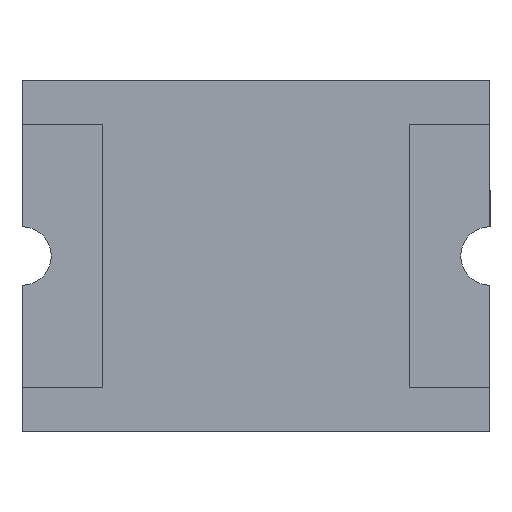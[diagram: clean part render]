
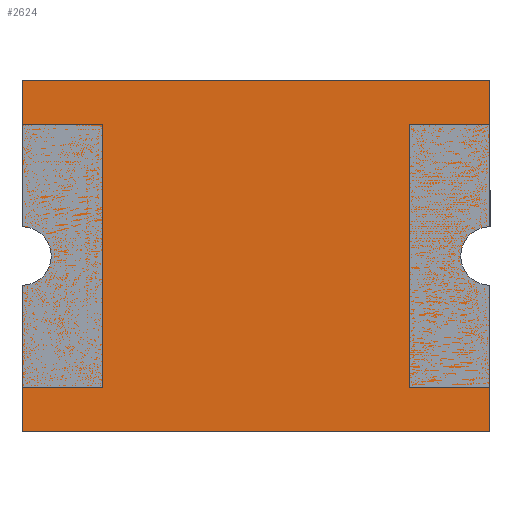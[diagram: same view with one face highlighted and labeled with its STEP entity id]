
A CAD part, front view. The second image highlights one B-rep face of the part: STEP entity #2624.
In plain terms, the highlighted planar face has unit normal (0, -1, 0).
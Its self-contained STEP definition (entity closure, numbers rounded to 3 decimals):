
#984 = EDGE_CURVE ( 'NONE', #1544, #1538, #5094, .T. ) ;
#1245 = EDGE_CURVE ( 'NONE', #1602, #1582, #14302, .T. ) ;
#1246 = EDGE_CURVE ( 'NONE', #1538, #1503, #14305, .T. ) ;
#1250 = EDGE_CURVE ( 'NONE', #1540, #1582, #14317, .T. ) ;
#1251 = EDGE_CURVE ( 'NONE', #1602, #1503, #12904, .T. ) ;
#1252 = EDGE_CURVE ( 'NONE', #1430, #1540, #14323, .T. ) ;
#1253 = EDGE_CURVE ( 'NONE', #1544, #1520, #14326, .T. ) ;
#1270 = EDGE_CURVE ( 'NONE', #1430, #1520, #12905, .T. ) ;
#1430 = VERTEX_POINT ( 'NONE', #14688 ) ;
#1503 = VERTEX_POINT ( 'NONE', #14761 ) ;
#1520 = VERTEX_POINT ( 'NONE', #14778 ) ;
#1538 = VERTEX_POINT ( 'NONE', #14796 ) ;
#1540 = VERTEX_POINT ( 'NONE', #14798 ) ;
#1544 = VERTEX_POINT ( 'NONE', #14802 ) ;
#1582 = VERTEX_POINT ( 'NONE', #14840 ) ;
#1602 = VERTEX_POINT ( 'NONE', #14860 ) ;
#2624 = ADVANCED_FACE ( 'NONE', ( #17010 ), #6508, .F. ) ;
#4451 = EDGE_LOOP ( 'NONE', ( #17298, #17315, #17293, #17310, #17320, #17319, #17312, #17271 ) ) ;
#5094 = LINE ( 'NONE', #5095, #17174 ) ;
#5095 = CARTESIAN_POINT ( 'NONE',  ( 0.038, -0.25, 1.2 ) ) ;
#5096 = DIRECTION ( 'NONE',  ( 1., 0., 0. ) ) ;
#6508 = PLANE ( 'NONE',  #17041 ) ;
#6509 = CARTESIAN_POINT ( 'NONE',  ( 0.038, -0.25, 1.2 ) ) ;
#6510 = DIRECTION ( 'NONE',  ( 0., 1., 0. ) ) ;
#6511 = DIRECTION ( 'NONE',  ( 0., 0., 1. ) ) ;
#12904 = CIRCLE ( 'NONE', #16965, 0.2 ) ;
#12905 = CIRCLE ( 'NONE', #16980, 0.2 ) ;
#14302 = LINE ( 'NONE', #14303, #16962 ) ;
#14303 = CARTESIAN_POINT ( 'NONE',  ( 1.6, -0.25, 1.2 ) ) ;
#14304 = DIRECTION ( 'NONE',  ( 0., 0., -1. ) ) ;
#14305 = LINE ( 'NONE', #14306, #16963 ) ;
#14306 = CARTESIAN_POINT ( 'NONE',  ( 1.6, -0.25, 1.2 ) ) ;
#14307 = DIRECTION ( 'NONE',  ( 0., 0., -1. ) ) ;
#14316 = CARTESIAN_POINT ( 'NONE',  ( 1.6, -0.25, 0. ) ) ;
#14317 = LINE ( 'NONE', #14318, #16966 ) ;
#14318 = CARTESIAN_POINT ( 'NONE',  ( 0.038, -0.25, -1.2 ) ) ;
#14319 = DIRECTION ( 'NONE',  ( 1., 0., 0. ) ) ;
#14320 = DIRECTION ( 'NONE',  ( 0., 1., 0. ) ) ;
#14321 = DIRECTION ( 'NONE',  ( 0., 0., -1. ) ) ;
#14322 = CARTESIAN_POINT ( 'NONE',  ( -1.6, -0.25, 0. ) ) ;
#14323 = LINE ( 'NONE', #14324, #16967 ) ;
#14324 = CARTESIAN_POINT ( 'NONE',  ( -1.6, -0.25, 1.2 ) ) ;
#14325 = DIRECTION ( 'NONE',  ( 0., 0., -1. ) ) ;
#14326 = LINE ( 'NONE', #14327, #16968 ) ;
#14327 = CARTESIAN_POINT ( 'NONE',  ( -1.6, -0.25, 1.2 ) ) ;
#14328 = DIRECTION ( 'NONE',  ( 0., 0., -1. ) ) ;
#14377 = DIRECTION ( 'NONE',  ( 0., -1., 0. ) ) ;
#14378 = DIRECTION ( 'NONE',  ( 0., 0., -1. ) ) ;
#14688 = CARTESIAN_POINT ( 'NONE',  ( -1.6, -0.25, -0.2 ) ) ;
#14761 = CARTESIAN_POINT ( 'NONE',  ( 1.6, -0.25, 0.2 ) ) ;
#14778 = CARTESIAN_POINT ( 'NONE',  ( -1.6, -0.25, 0.2 ) ) ;
#14796 = CARTESIAN_POINT ( 'NONE',  ( 1.6, -0.25, 1.2 ) ) ;
#14798 = CARTESIAN_POINT ( 'NONE',  ( -1.6, -0.25, -1.2 ) ) ;
#14802 = CARTESIAN_POINT ( 'NONE',  ( -1.6, -0.25, 1.2 ) ) ;
#14840 = CARTESIAN_POINT ( 'NONE',  ( 1.6, -0.25, -1.2 ) ) ;
#14860 = CARTESIAN_POINT ( 'NONE',  ( 1.6, -0.25, -0.2 ) ) ;
#16962 = VECTOR ( 'NONE', #14304, 1000. ) ;
#16963 = VECTOR ( 'NONE', #14307, 1000. ) ;
#16965 = AXIS2_PLACEMENT_3D ( 'NONE', #14316, #14320, #14321 ) ;
#16966 = VECTOR ( 'NONE', #14319, 1000. ) ;
#16967 = VECTOR ( 'NONE', #14325, 1000. ) ;
#16968 = VECTOR ( 'NONE', #14328, 1000. ) ;
#16980 = AXIS2_PLACEMENT_3D ( 'NONE', #14322, #14377, #14378 ) ;
#17010 = FACE_OUTER_BOUND ( 'NONE', #4451, .T. ) ;
#17041 = AXIS2_PLACEMENT_3D ( 'NONE', #6509, #6510, #6511 ) ;
#17174 = VECTOR ( 'NONE', #5096, 1000. ) ;
#17271 = ORIENTED_EDGE ( 'NONE', *, *, #984, .F. ) ;
#17293 = ORIENTED_EDGE ( 'NONE', *, *, #1252, .T. ) ;
#17298 = ORIENTED_EDGE ( 'NONE', *, *, #1253, .T. ) ;
#17310 = ORIENTED_EDGE ( 'NONE', *, *, #1250, .T. ) ;
#17312 = ORIENTED_EDGE ( 'NONE', *, *, #1246, .F. ) ;
#17315 = ORIENTED_EDGE ( 'NONE', *, *, #1270, .F. ) ;
#17319 = ORIENTED_EDGE ( 'NONE', *, *, #1251, .T. ) ;
#17320 = ORIENTED_EDGE ( 'NONE', *, *, #1245, .F. ) ;
